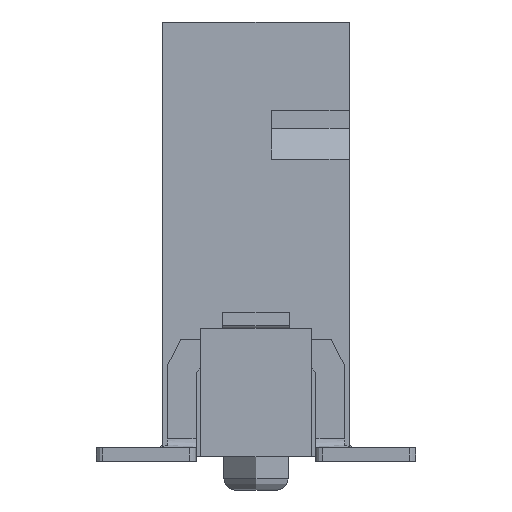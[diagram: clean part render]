
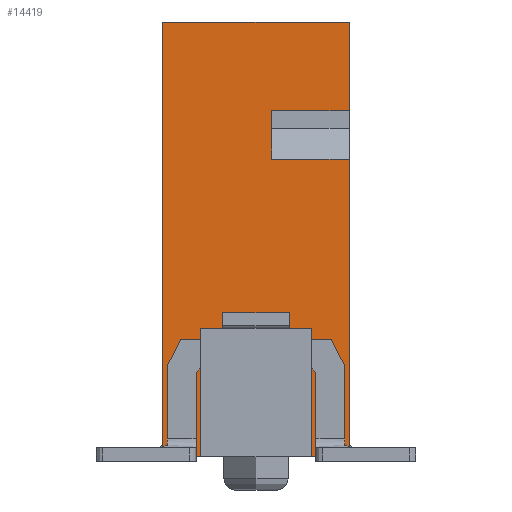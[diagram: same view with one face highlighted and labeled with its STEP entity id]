
A CAD part, left-side view. The second image highlights one B-rep face of the part: STEP entity #14419.
In plain terms, the highlighted planar face has unit normal (-1, 0, 0).
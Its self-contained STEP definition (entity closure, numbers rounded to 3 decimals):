
#13720=CARTESIAN_POINT('',(-4.54,2.1,9.8));
#13721=VERTEX_POINT('',#13720);
#13728=CARTESIAN_POINT('',(-4.54,-2.1,9.8));
#13729=VERTEX_POINT('',#13728);
#13730=CARTESIAN_POINT('',(-4.54,2.1,9.8));
#13731=DIRECTION('',(0.,-1.,0.));
#13732=VECTOR('',#13731,4.2);
#13733=LINE('',#13730,#13732);
#13734=EDGE_CURVE('',#13721,#13729,#13733,.T.);
#14209=CARTESIAN_POINT('',(-4.54,2.1,0.));
#14210=VERTEX_POINT('',#14209);
#14217=CARTESIAN_POINT('',(-4.54,2.1,0.));
#14218=DIRECTION('',(0.,0.,1.));
#14219=VECTOR('',#14218,9.8);
#14220=LINE('',#14217,#14219);
#14221=EDGE_CURVE('',#14210,#13721,#14220,.T.);
#14236=CARTESIAN_POINT('',(-4.54,0.,4.9));
#14237=DIRECTION('',(0.,-1.,0.));
#14238=DIRECTION('',(-1.,0.,0.));
#14239=AXIS2_PLACEMENT_3D('',#14236,#14238,#14237);
#14240=PLANE('',#14239);
#14241=CARTESIAN_POINT('',(-4.54,-0.7,1.));
#14242=VERTEX_POINT('',#14241);
#14243=CARTESIAN_POINT('',(-4.54,-0.75,1.));
#14244=VERTEX_POINT('',#14243);
#14245=CARTESIAN_POINT('',(-4.54,-0.7,1.));
#14246=DIRECTION('',(0.,-1.,0.));
#14247=VECTOR('',#14246,0.05);
#14248=LINE('',#14245,#14247);
#14249=EDGE_CURVE('',#14242,#14244,#14248,.T.);
#14250=ORIENTED_EDGE('',*,*,#14249,.T.);
#14251=CARTESIAN_POINT('',(-4.54,-0.75,1.75));
#14252=VERTEX_POINT('',#14251);
#14253=CARTESIAN_POINT('',(-4.54,-0.75,1.));
#14254=DIRECTION('',(0.,0.,1.));
#14255=VECTOR('',#14254,0.75);
#14256=LINE('',#14253,#14255);
#14257=EDGE_CURVE('',#14244,#14252,#14256,.T.);
#14258=ORIENTED_EDGE('',*,*,#14257,.T.);
#14259=CARTESIAN_POINT('',(-4.54,-0.9,1.9));
#14260=VERTEX_POINT('',#14259);
#14261=CARTESIAN_POINT('',(-4.54,-0.75,1.75));
#14262=DIRECTION('',(0.,-0.707,0.707));
#14263=VECTOR('',#14262,0.212);
#14264=LINE('',#14261,#14263);
#14265=EDGE_CURVE('',#14252,#14260,#14264,.T.);
#14266=ORIENTED_EDGE('',*,*,#14265,.T.);
#14267=CARTESIAN_POINT('',(-4.54,-1.1,1.9));
#14268=VERTEX_POINT('',#14267);
#14269=CARTESIAN_POINT('',(-4.54,-0.9,1.9));
#14270=DIRECTION('',(0.,-1.,0.));
#14271=VECTOR('',#14270,0.2);
#14272=LINE('',#14269,#14271);
#14273=EDGE_CURVE('',#14260,#14268,#14272,.T.);
#14274=ORIENTED_EDGE('',*,*,#14273,.T.);
#14275=CARTESIAN_POINT('',(-4.54,-1.25,1.75));
#14276=VERTEX_POINT('',#14275);
#14277=CARTESIAN_POINT('',(-4.54,-1.1,1.9));
#14278=DIRECTION('',(0.,-0.707,-0.707));
#14279=VECTOR('',#14278,0.212);
#14280=LINE('',#14277,#14279);
#14281=EDGE_CURVE('',#14268,#14276,#14280,.T.);
#14282=ORIENTED_EDGE('',*,*,#14281,.T.);
#14283=CARTESIAN_POINT('',(-4.54,-1.25,0.));
#14284=VERTEX_POINT('',#14283);
#14285=CARTESIAN_POINT('',(-4.54,-1.25,1.75));
#14286=DIRECTION('',(0.,0.,-1.));
#14287=VECTOR('',#14286,1.75);
#14288=LINE('',#14285,#14287);
#14289=EDGE_CURVE('',#14276,#14284,#14288,.T.);
#14290=ORIENTED_EDGE('',*,*,#14289,.T.);
#14291=CARTESIAN_POINT('',(-4.54,-2.1,0.));
#14292=VERTEX_POINT('',#14291);
#14293=CARTESIAN_POINT('',(-4.54,-1.25,0.));
#14294=DIRECTION('',(0.,-1.,0.));
#14295=VECTOR('',#14294,0.85);
#14296=LINE('',#14293,#14295);
#14297=EDGE_CURVE('',#14284,#14292,#14296,.T.);
#14298=ORIENTED_EDGE('',*,*,#14297,.T.);
#14299=CARTESIAN_POINT('',(-4.54,-2.1,6.71));
#14300=VERTEX_POINT('',#14299);
#14301=CARTESIAN_POINT('',(-4.54,-2.1,0.));
#14302=DIRECTION('',(0.,0.,1.));
#14303=VECTOR('',#14302,6.71);
#14304=LINE('',#14301,#14303);
#14305=EDGE_CURVE('',#14292,#14300,#14304,.T.);
#14306=ORIENTED_EDGE('',*,*,#14305,.T.);
#14307=CARTESIAN_POINT('',(-4.54,-0.35,6.71));
#14308=VERTEX_POINT('',#14307);
#14309=CARTESIAN_POINT('',(-4.54,-2.1,6.71));
#14310=DIRECTION('',(0.,1.,0.));
#14311=VECTOR('',#14310,1.75);
#14312=LINE('',#14309,#14311);
#14313=EDGE_CURVE('',#14300,#14308,#14312,.T.);
#14314=ORIENTED_EDGE('',*,*,#14313,.T.);
#14315=CARTESIAN_POINT('',(-4.54,-0.35,7.8));
#14316=VERTEX_POINT('',#14315);
#14317=CARTESIAN_POINT('',(-4.54,-0.35,6.71));
#14318=DIRECTION('',(0.,0.,1.));
#14319=VECTOR('',#14318,1.09);
#14320=LINE('',#14317,#14319);
#14321=EDGE_CURVE('',#14308,#14316,#14320,.T.);
#14322=ORIENTED_EDGE('',*,*,#14321,.T.);
#14323=CARTESIAN_POINT('',(-4.54,-2.1,7.8));
#14324=VERTEX_POINT('',#14323);
#14325=CARTESIAN_POINT('',(-4.54,-0.35,7.8));
#14326=DIRECTION('',(0.,-1.,0.));
#14327=VECTOR('',#14326,1.75);
#14328=LINE('',#14325,#14327);
#14329=EDGE_CURVE('',#14316,#14324,#14328,.T.);
#14330=ORIENTED_EDGE('',*,*,#14329,.T.);
#14331=CARTESIAN_POINT('',(-4.54,-2.1,7.8));
#14332=DIRECTION('',(0.,0.,1.));
#14333=VECTOR('',#14332,2.);
#14334=LINE('',#14331,#14333);
#14335=EDGE_CURVE('',#14324,#13729,#14334,.T.);
#14336=ORIENTED_EDGE('',*,*,#14335,.T.);
#14337=ORIENTED_EDGE('',*,*,#13734,.F.);
#14338=ORIENTED_EDGE('',*,*,#14221,.F.);
#14339=CARTESIAN_POINT('',(-4.54,1.25,0.));
#14340=VERTEX_POINT('',#14339);
#14341=CARTESIAN_POINT('',(-4.54,2.1,0.));
#14342=DIRECTION('',(0.,-1.,0.));
#14343=VECTOR('',#14342,0.85);
#14344=LINE('',#14341,#14343);
#14345=EDGE_CURVE('',#14210,#14340,#14344,.T.);
#14346=ORIENTED_EDGE('',*,*,#14345,.T.);
#14347=CARTESIAN_POINT('',(-4.54,1.25,1.75));
#14348=VERTEX_POINT('',#14347);
#14349=CARTESIAN_POINT('',(-4.54,1.25,0.));
#14350=DIRECTION('',(0.,0.,1.));
#14351=VECTOR('',#14350,1.75);
#14352=LINE('',#14349,#14351);
#14353=EDGE_CURVE('',#14340,#14348,#14352,.T.);
#14354=ORIENTED_EDGE('',*,*,#14353,.T.);
#14355=CARTESIAN_POINT('',(-4.54,1.1,1.9));
#14356=VERTEX_POINT('',#14355);
#14357=CARTESIAN_POINT('',(-4.54,1.25,1.75));
#14358=DIRECTION('',(0.,-0.707,0.707));
#14359=VECTOR('',#14358,0.212);
#14360=LINE('',#14357,#14359);
#14361=EDGE_CURVE('',#14348,#14356,#14360,.T.);
#14362=ORIENTED_EDGE('',*,*,#14361,.T.);
#14363=CARTESIAN_POINT('',(-4.54,0.9,1.9));
#14364=VERTEX_POINT('',#14363);
#14365=CARTESIAN_POINT('',(-4.54,1.1,1.9));
#14366=DIRECTION('',(0.,-1.,0.));
#14367=VECTOR('',#14366,0.2);
#14368=LINE('',#14365,#14367);
#14369=EDGE_CURVE('',#14356,#14364,#14368,.T.);
#14370=ORIENTED_EDGE('',*,*,#14369,.T.);
#14371=CARTESIAN_POINT('',(-4.54,0.75,1.75));
#14372=VERTEX_POINT('',#14371);
#14373=CARTESIAN_POINT('',(-4.54,0.9,1.9));
#14374=DIRECTION('',(0.,-0.707,-0.707));
#14375=VECTOR('',#14374,0.212);
#14376=LINE('',#14373,#14375);
#14377=EDGE_CURVE('',#14364,#14372,#14376,.T.);
#14378=ORIENTED_EDGE('',*,*,#14377,.T.);
#14379=CARTESIAN_POINT('',(-4.54,0.75,1.));
#14380=VERTEX_POINT('',#14379);
#14381=CARTESIAN_POINT('',(-4.54,0.75,1.75));
#14382=DIRECTION('',(0.,0.,-1.));
#14383=VECTOR('',#14382,0.75);
#14384=LINE('',#14381,#14383);
#14385=EDGE_CURVE('',#14372,#14380,#14384,.T.);
#14386=ORIENTED_EDGE('',*,*,#14385,.T.);
#14387=CARTESIAN_POINT('',(-4.54,0.7,1.));
#14388=VERTEX_POINT('',#14387);
#14389=CARTESIAN_POINT('',(-4.54,0.75,1.));
#14390=DIRECTION('',(0.,-1.,0.));
#14391=VECTOR('',#14390,0.05);
#14392=LINE('',#14389,#14391);
#14393=EDGE_CURVE('',#14380,#14388,#14392,.T.);
#14394=ORIENTED_EDGE('',*,*,#14393,.T.);
#14395=CARTESIAN_POINT('',(-4.54,0.7,0.1));
#14396=VERTEX_POINT('',#14395);
#14397=CARTESIAN_POINT('',(-4.54,0.7,1.));
#14398=DIRECTION('',(0.,0.,-1.));
#14399=VECTOR('',#14398,0.9);
#14400=LINE('',#14397,#14399);
#14401=EDGE_CURVE('',#14388,#14396,#14400,.T.);
#14402=ORIENTED_EDGE('',*,*,#14401,.T.);
#14403=CARTESIAN_POINT('',(-4.54,-0.7,0.1));
#14404=VERTEX_POINT('',#14403);
#14405=CARTESIAN_POINT('',(-4.54,0.7,0.1));
#14406=DIRECTION('',(0.,-1.,0.));
#14407=VECTOR('',#14406,1.4);
#14408=LINE('',#14405,#14407);
#14409=EDGE_CURVE('',#14396,#14404,#14408,.T.);
#14410=ORIENTED_EDGE('',*,*,#14409,.T.);
#14411=CARTESIAN_POINT('',(-4.54,-0.7,0.1));
#14412=DIRECTION('',(0.,0.,1.));
#14413=VECTOR('',#14412,0.9);
#14414=LINE('',#14411,#14413);
#14415=EDGE_CURVE('',#14404,#14242,#14414,.T.);
#14416=ORIENTED_EDGE('',*,*,#14415,.T.);
#14417=EDGE_LOOP('',(#14250,#14258,#14266,#14274,#14282,#14290,#14298,#14306,#14314,#14322,#14330,#14336,#14337,#14338,#14346,#14354,#14362,#14370,#14378,#14386,#14394,#14402,#14410,#14416));
#14418=FACE_OUTER_BOUND('',#14417,.T.);
#14419=ADVANCED_FACE('',(#14418),#14240,.T.);
